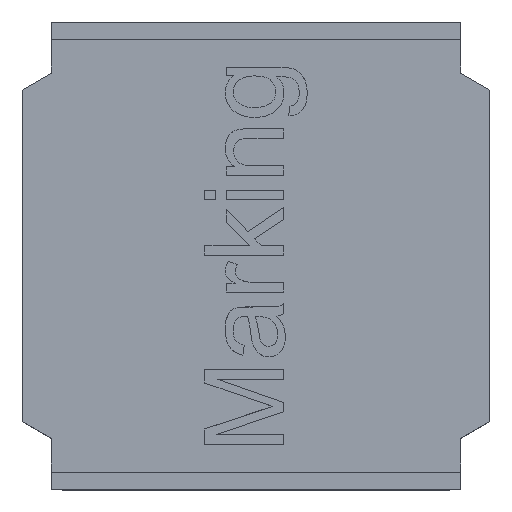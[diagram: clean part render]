
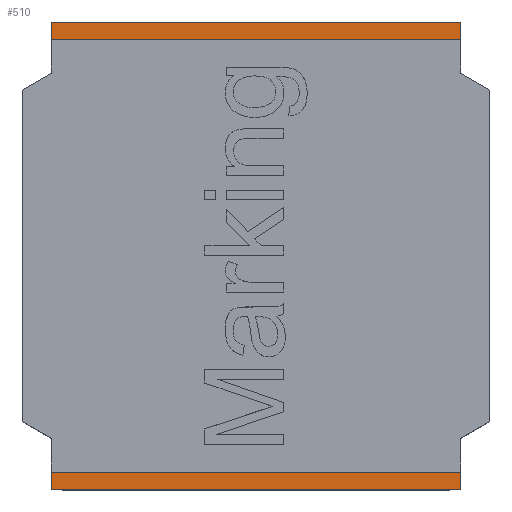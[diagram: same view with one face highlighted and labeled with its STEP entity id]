
A CAD part, top view. The second image highlights one B-rep face of the part: STEP entity #510.
In plain terms, the highlighted planar face has unit normal (0, 0, 1).
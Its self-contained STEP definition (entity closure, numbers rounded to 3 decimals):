
#510 = ADVANCED_FACE( '', ( #997, #998 ), #999, .T. );
#997 = FACE_OUTER_BOUND( '', #1478, .T. );
#998 = FACE_BOUND( '', #1479, .T. );
#999 = PLANE( '', #1480 );
#1478 = EDGE_LOOP( '', ( #2930, #2931, #2932, #2933, #2934, #2935, #2936, #2937, #2938, #2939, #2940, #2941, #2942, #2943, #2944, #2945 ) );
#1479 = EDGE_LOOP( '', ( #2946 ) );
#1480 = AXIS2_PLACEMENT_3D( '', #2947, #2948, #2949 );
#2930 = ORIENTED_EDGE( '', *, *, #3476, .T. );
#2931 = ORIENTED_EDGE( '', *, *, #3077, .F. );
#2932 = ORIENTED_EDGE( '', *, *, #3058, .F. );
#2933 = ORIENTED_EDGE( '', *, *, #3437, .T. );
#2934 = ORIENTED_EDGE( '', *, *, #3160, .T. );
#2935 = ORIENTED_EDGE( '', *, *, #3172, .T. );
#2936 = ORIENTED_EDGE( '', *, *, #3110, .T. );
#2937 = ORIENTED_EDGE( '', *, *, #3311, .T. );
#2938 = ORIENTED_EDGE( '', *, *, #3522, .T. );
#2939 = ORIENTED_EDGE( '', *, *, #3404, .T. );
#2940 = ORIENTED_EDGE( '', *, *, #3360, .T. );
#2941 = ORIENTED_EDGE( '', *, *, #3277, .T. );
#2942 = ORIENTED_EDGE( '', *, *, #3373, .T. );
#2943 = ORIENTED_EDGE( '', *, *, #3472, .T. );
#2944 = ORIENTED_EDGE( '', *, *, #3470, .T. );
#2945 = ORIENTED_EDGE( '', *, *, #3451, .T. );
#2946 = ORIENTED_EDGE( '', *, *, #3080, .T. );
#2947 = CARTESIAN_POINT( '', ( 0., 0., -0.275 ) );
#2948 = DIRECTION( '', ( 0., 0., 1. ) );
#2949 = DIRECTION( '', ( 1., 0., 0. ) );
#3058 = EDGE_CURVE( '', #3588, #3584, #3590, .T. );
#3077 = EDGE_CURVE( '', #3584, #3620, #3623, .T. );
#3080 = EDGE_CURVE( '', #3627, #3627, #3628, .T. );
#3110 = EDGE_CURVE( '', #3678, #3679, #3680, .T. );
#3160 = EDGE_CURVE( '', #3766, #3764, #3767, .T. );
#3172 = EDGE_CURVE( '', #3764, #3678, #3785, .T. );
#3277 = EDGE_CURVE( '', #3951, #3949, #3952, .T. );
#3311 = EDGE_CURVE( '', #3679, #4000, #4001, .T. );
#3360 = EDGE_CURVE( '', #4074, #3951, #4075, .T. );
#3373 = EDGE_CURVE( '', #3949, #4090, #4092, .T. );
#3404 = EDGE_CURVE( '', #4133, #4074, #4134, .T. );
#3437 = EDGE_CURVE( '', #3588, #3766, #4176, .T. );
#3451 = EDGE_CURVE( '', #4190, #4191, #4192, .T. );
#3470 = EDGE_CURVE( '', #4212, #4190, #4214, .T. );
#3472 = EDGE_CURVE( '', #4090, #4212, #4216, .T. );
#3476 = EDGE_CURVE( '', #4191, #3620, #4220, .T. );
#3522 = EDGE_CURVE( '', #4000, #4133, #4270, .T. );
#3584 = VERTEX_POINT( '', #4419 );
#3588 = VERTEX_POINT( '', #4425 );
#3590 = LINE( '', #4428, #4429 );
#3620 = VERTEX_POINT( '', #4473 );
#3623 = LINE( '', #4478, #4479 );
#3627 = VERTEX_POINT( '', #4483 );
#3628 = CIRCLE( '', #4484, 1. );
#3678 = VERTEX_POINT( '', #4572 );
#3679 = VERTEX_POINT( '', #4573 );
#3680 = LINE( '', #4574, #4575 );
#3764 = VERTEX_POINT( '', #4842 );
#3766 = VERTEX_POINT( '', #4845 );
#3767 = LINE( '', #4846, #4847 );
#3785 = LINE( '', #4874, #4875 );
#3949 = VERTEX_POINT( '', #5183 );
#3951 = VERTEX_POINT( '', #5186 );
#3952 = LINE( '', #5187, #5188 );
#4000 = VERTEX_POINT( '', #5259 );
#4001 = LINE( '', #5260, #5261 );
#4074 = VERTEX_POINT( '', #5506 );
#4075 = LINE( '', #5507, #5508 );
#4090 = VERTEX_POINT( '', #5531 );
#4092 = LINE( '', #5534, #5535 );
#4133 = VERTEX_POINT( '', #5612 );
#4134 = LINE( '', #5613, #5614 );
#4176 = LINE( '', #5715, #5716 );
#4190 = VERTEX_POINT( '', #5752 );
#4191 = VERTEX_POINT( '', #5753 );
#4192 = LINE( '', #5754, #5755 );
#4212 = VERTEX_POINT( '', #5816 );
#4214 = LINE( '', #5819, #5820 );
#4216 = LINE( '', #5822, #5823 );
#4220 = LINE( '', #5828, #5829 );
#4270 = LINE( '', #5900, #5901 );
#4419 = CARTESIAN_POINT( '', ( 1.7, 1.79, -0.275 ) );
#4425 = CARTESIAN_POINT( '', ( 1.75, 1.819, -0.275 ) );
#4428 = CARTESIAN_POINT( '', ( 1.75, 1.819, -0.275 ) );
#4429 = VECTOR( '', #5925, 1000. );
#4473 = CARTESIAN_POINT( '', ( 1.7, 1.59, -0.275 ) );
#4478 = CARTESIAN_POINT( '', ( 1.7, 1.79, -0.275 ) );
#4479 = VECTOR( '', #5938, 1000. );
#4483 = CARTESIAN_POINT( '', ( 1., 0., -0.275 ) );
#4484 = AXIS2_PLACEMENT_3D( '', #5942, #5943, #5944 );
#4572 = CARTESIAN_POINT( '', ( -1.75, 1.561, -0.275 ) );
#4573 = CARTESIAN_POINT( '', ( -2., 1.417, -0.275 ) );
#4574 = CARTESIAN_POINT( '', ( -2., 1.417, -0.275 ) );
#4575 = VECTOR( '', #5958, 1000. );
#4842 = CARTESIAN_POINT( '', ( -1.75, 2., -0.275 ) );
#4845 = CARTESIAN_POINT( '', ( 1.75, 2., -0.275 ) );
#4846 = CARTESIAN_POINT( '', ( -1.75, 2., -0.275 ) );
#4847 = VECTOR( '', #5990, 1000. );
#4874 = CARTESIAN_POINT( '', ( -1.75, 1.561, -0.275 ) );
#4875 = VECTOR( '', #6000, 1000. );
#5183 = CARTESIAN_POINT( '', ( 1.75, -1.819, -0.275 ) );
#5186 = CARTESIAN_POINT( '', ( 1.75, -2., -0.275 ) );
#5187 = CARTESIAN_POINT( '', ( 1.75, -2., -0.275 ) );
#5188 = VECTOR( '', #6068, 1000. );
#5259 = CARTESIAN_POINT( '', ( -2., -1.417, -0.275 ) );
#5260 = CARTESIAN_POINT( '', ( -2., -1.417, -0.275 ) );
#5261 = VECTOR( '', #6097, 1000. );
#5506 = CARTESIAN_POINT( '', ( -1.75, -2., -0.275 ) );
#5507 = CARTESIAN_POINT( '', ( 1.75, -2., -0.275 ) );
#5508 = VECTOR( '', #6109, 1000. );
#5531 = CARTESIAN_POINT( '', ( 1.7, -1.79, -0.275 ) );
#5534 = CARTESIAN_POINT( '', ( 1.75, -1.819, -0.275 ) );
#5535 = VECTOR( '', #6119, 1000. );
#5612 = CARTESIAN_POINT( '', ( -1.75, -1.561, -0.275 ) );
#5613 = CARTESIAN_POINT( '', ( -1.75, -1.561, -0.275 ) );
#5614 = VECTOR( '', #6137, 1000. );
#5715 = CARTESIAN_POINT( '', ( 1.75, 2., -0.275 ) );
#5716 = VECTOR( '', #6156, 1000. );
#5752 = CARTESIAN_POINT( '', ( 2., -1.417, -0.275 ) );
#5753 = CARTESIAN_POINT( '', ( 2., 1.417, -0.275 ) );
#5754 = CARTESIAN_POINT( '', ( 2., 1.417, -0.275 ) );
#5755 = VECTOR( '', #6161, 1000. );
#5816 = CARTESIAN_POINT( '', ( 1.7, -1.59, -0.275 ) );
#5819 = CARTESIAN_POINT( '', ( 1.75, -1.561, -0.275 ) );
#5820 = VECTOR( '', #6170, 1000. );
#5822 = CARTESIAN_POINT( '', ( 1.7, -1.79, -0.275 ) );
#5823 = VECTOR( '', #6171, 1000. );
#5828 = CARTESIAN_POINT( '', ( 1.75, 1.561, -0.275 ) );
#5829 = VECTOR( '', #6173, 1000. );
#5900 = CARTESIAN_POINT( '', ( -2., -1.417, -0.275 ) );
#5901 = VECTOR( '', #6187, 1000. );
#5925 = DIRECTION( '', ( -0.866, -0.5, 0. ) );
#5938 = DIRECTION( '', ( 0., -1., 0. ) );
#5942 = CARTESIAN_POINT( '', ( 0., 0., -0.275 ) );
#5943 = DIRECTION( '', ( 0., 0., -1. ) );
#5944 = DIRECTION( '', ( 1., 0., 0. ) );
#5958 = DIRECTION( '', ( -0.866, -0.5, 0. ) );
#5990 = DIRECTION( '', ( -1., 0., 0. ) );
#6000 = DIRECTION( '', ( 0., -1., 0. ) );
#6068 = DIRECTION( '', ( 0., 1., 0. ) );
#6097 = DIRECTION( '', ( 0., -1., 0. ) );
#6109 = DIRECTION( '', ( 1., 0., 0. ) );
#6119 = DIRECTION( '', ( -0.866, 0.5, 0. ) );
#6137 = DIRECTION( '', ( 0., -1., 0. ) );
#6156 = DIRECTION( '', ( 0., 1., 0. ) );
#6161 = DIRECTION( '', ( 0., 1., 0. ) );
#6170 = DIRECTION( '', ( 0.866, 0.5, 0. ) );
#6171 = DIRECTION( '', ( 0., 1., 0. ) );
#6173 = DIRECTION( '', ( -0.866, 0.5, 0. ) );
#6187 = DIRECTION( '', ( 0.866, -0.5, 0. ) );
